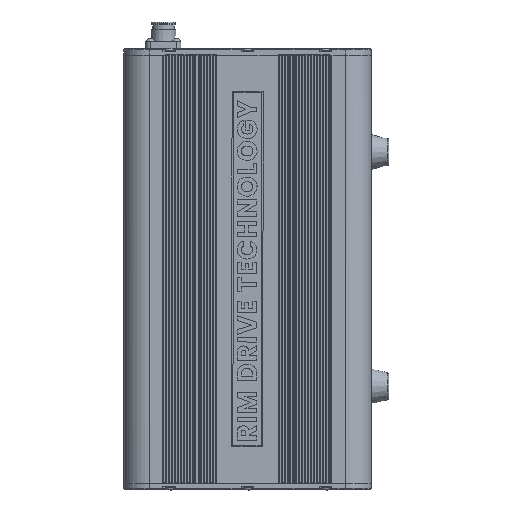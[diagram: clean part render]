
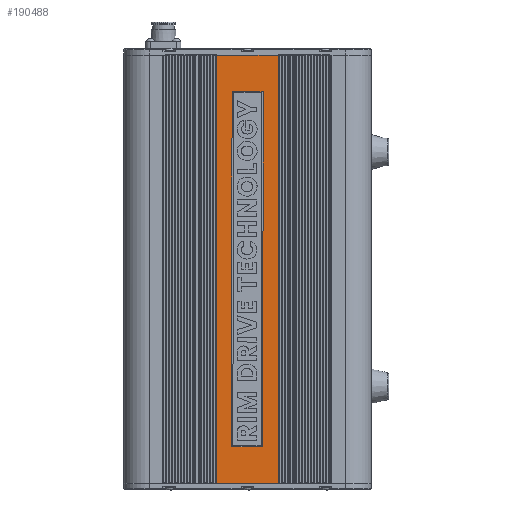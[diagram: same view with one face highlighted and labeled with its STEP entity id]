
A CAD part, left-side view. The second image highlights one B-rep face of the part: STEP entity #190488.
In plain terms, the highlighted planar face has unit normal (-1, 0, 0).
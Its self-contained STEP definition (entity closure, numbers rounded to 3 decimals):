
#685 = AXIS2_PLACEMENT_3D ( 'NONE', #26886, #88221, #7986 ) ;
#836 = LINE ( 'NONE', #159535, #19028 ) ;
#1244 = ORIENTED_EDGE ( 'NONE', *, *, #3034, .F. ) ;
#1793 = AXIS2_PLACEMENT_3D ( 'NONE', #41411, #85773, #86822 ) ;
#3034 = EDGE_CURVE ( 'NONE', #185190, #23736, #132317, .T. ) ;
#4204 = EDGE_CURVE ( 'NONE', #178613, #108570, #69876, .T. ) ;
#6700 = ORIENTED_EDGE ( 'NONE', *, *, #146059, .F. ) ;
#7986 = DIRECTION ( 'NONE',  ( 0., 0., 1. ) ) ;
#11886 = CARTESIAN_POINT ( 'NONE',  ( -125.68, 13.479, -151.669 ) ) ;
#11901 = ORIENTED_EDGE ( 'NONE', *, *, #160645, .F. ) ;
#12538 = AXIS2_PLACEMENT_3D ( 'NONE', #33849, #207488, #128038 ) ;
#13176 = FACE_BOUND ( 'NONE', #92154, .T. ) ;
#18005 = DIRECTION ( 'NONE',  ( 0., 0., -1. ) ) ;
#18195 = CARTESIAN_POINT ( 'NONE',  ( -125.68, -26.3, -183. ) ) ;
#19028 = VECTOR ( 'NONE', #144640, 1000. ) ;
#19487 = VERTEX_POINT ( 'NONE', #81137 ) ;
#19547 = VERTEX_POINT ( 'NONE', #180749 ) ;
#22190 = B_SPLINE_CURVE_WITH_KNOTS ( 'NONE', 3,
 ( #114346, #183961, #145163, #34020 ),
 .UNSPECIFIED., .F., .F.,
 ( 4, 4 ),
 ( 0., 1. ),
 .UNSPECIFIED. ) ;
#23736 = VERTEX_POINT ( 'NONE', #18195 ) ;
#24981 = AXIS2_PLACEMENT_3D ( 'NONE', #170935, #73450, #25888 ) ;
#25888 = DIRECTION ( 'NONE',  ( 0., 0., 1. ) ) ;
#26245 = CARTESIAN_POINT ( 'NONE',  ( -125.68, 13.379, -151.669 ) ) ;
#26886 = CARTESIAN_POINT ( 'NONE',  ( -125.68, -13.379, 151.397 ) ) ;
#33849 = CARTESIAN_POINT ( 'NONE',  ( -125.68, 12.991, 151.431 ) ) ;
#34020 = CARTESIAN_POINT ( 'NONE',  ( -125.68, -26.298, 182.5 ) ) ;
#34653 = EDGE_CURVE ( 'NONE', #89290, #121016, #190963, .T. ) ;
#34851 = VECTOR ( 'NONE', #171686, 1000. ) ;
#37104 = EDGE_CURVE ( 'NONE', #128399, #89290, #154531, .T. ) ;
#40942 = CARTESIAN_POINT ( 'NONE',  ( -125.68, -13.479, 151.397 ) ) ;
#41411 = CARTESIAN_POINT ( 'NONE',  ( -125.68, -12.991, -151.703 ) ) ;
#44243 = CIRCLE ( 'NONE', #84584, 0.1 ) ;
#45384 = EDGE_CURVE ( 'NONE', #178959, #128399, #44243, .T. ) ;
#46664 = EDGE_CURVE ( 'NONE', #123333, #19547, #118764, .T. ) ;
#56243 = ORIENTED_EDGE ( 'NONE', *, *, #46664, .F. ) ;
#57974 = DIRECTION ( 'NONE',  ( -1., 0., 0. ) ) ;
#58802 = ORIENTED_EDGE ( 'NONE', *, *, #104487, .F. ) ;
#58971 = CARTESIAN_POINT ( 'NONE',  ( -125.68, 13.38, -151.769 ) ) ;
#60128 = ORIENTED_EDGE ( 'NONE', *, *, #37104, .F. ) ;
#62118 = LINE ( 'NONE', #99855, #65870 ) ;
#65870 = VECTOR ( 'NONE', #115726, 1000. ) ;
#68283 = CARTESIAN_POINT ( 'NONE',  ( -125.68, 26.3, -183.025 ) ) ;
#69876 = CIRCLE ( 'NONE', #12538, 0.1 ) ;
#70209 = CARTESIAN_POINT ( 'NONE',  ( -125.68, 13.479, -151.669 ) ) ;
#70681 = DIRECTION ( 'NONE',  ( 0., 0., 1. ) ) ;
#72979 = CARTESIAN_POINT ( 'NONE',  ( -125.68, 13.38, -151.769 ) ) ;
#73450 = DIRECTION ( 'NONE',  ( -1., 0., 0. ) ) ;
#79152 = LINE ( 'NONE', #131081, #195503 ) ;
#81137 = CARTESIAN_POINT ( 'NONE',  ( -125.68, 26.298, 182.5 ) ) ;
#84584 = AXIS2_PLACEMENT_3D ( 'NONE', #26245, #57974, #70681 ) ;
#85773 = DIRECTION ( 'NONE',  ( -1., 0., 0. ) ) ;
#86118 = LINE ( 'NONE', #68283, #162333 ) ;
#86822 = DIRECTION ( 'NONE',  ( 0., 0., 1. ) ) ;
#87254 = CARTESIAN_POINT ( 'NONE',  ( -125.68, 26.3, -183. ) ) ;
#88221 = DIRECTION ( 'NONE',  ( -1., 0., 0. ) ) ;
#89290 = VERTEX_POINT ( 'NONE', #130150 ) ;
#89647 = CARTESIAN_POINT ( 'NONE',  ( -125.68, 12.991, 151.531 ) ) ;
#92154 = EDGE_LOOP ( 'NONE', ( #194781, #60128, #147890, #11901, #192338, #58802, #56243, #167484 ) ) ;
#99855 = CARTESIAN_POINT ( 'NONE',  ( -125.68, -28.93, -183. ) ) ;
#104487 = EDGE_CURVE ( 'NONE', #19547, #178613, #836, .T. ) ;
#105219 = FACE_OUTER_BOUND ( 'NONE', #183566, .T. ) ;
#107759 = CARTESIAN_POINT ( 'NONE',  ( -125.68, 13.091, 151.431 ) ) ;
#108570 = VERTEX_POINT ( 'NONE', #107759 ) ;
#114329 = EDGE_CURVE ( 'NONE', #189533, #23736, #62118, .T. ) ;
#114346 = CARTESIAN_POINT ( 'NONE',  ( -125.68, 26.298, 182.5 ) ) ;
#115726 = DIRECTION ( 'NONE',  ( 0., -1., 0. ) ) ;
#118764 = CIRCLE ( 'NONE', #685, 0.1 ) ;
#121016 = VERTEX_POINT ( 'NONE', #160307 ) ;
#123333 = VERTEX_POINT ( 'NONE', #40942 ) ;
#128038 = DIRECTION ( 'NONE',  ( 0., 0., 1. ) ) ;
#128399 = VERTEX_POINT ( 'NONE', #58971 ) ;
#130150 = CARTESIAN_POINT ( 'NONE',  ( -125.68, -12.99, -151.803 ) ) ;
#131081 = CARTESIAN_POINT ( 'NONE',  ( -125.68, -13.091, -151.703 ) ) ;
#132317 = LINE ( 'NONE', #163049, #143993 ) ;
#132887 = DIRECTION ( 'NONE',  ( 0., 0., -1. ) ) ;
#132956 = ORIENTED_EDGE ( 'NONE', *, *, #114329, .T. ) ;
#134258 = EDGE_CURVE ( 'NONE', #19487, #189533, #86118, .T. ) ;
#142271 = PLANE ( 'NONE',  #24981 ) ;
#143993 = VECTOR ( 'NONE', #18005, 1000. ) ;
#144640 = DIRECTION ( 'NONE',  ( 0., 1., 0.001 ) ) ;
#145163 = CARTESIAN_POINT ( 'NONE',  ( -125.68, -8.767, 182.5 ) ) ;
#146059 = EDGE_CURVE ( 'NONE', #19487, #185190, #22190, .T. ) ;
#147890 = ORIENTED_EDGE ( 'NONE', *, *, #45384, .F. ) ;
#152630 = EDGE_CURVE ( 'NONE', #121016, #123333, #79152, .T. ) ;
#154531 = LINE ( 'NONE', #72979, #206110 ) ;
#159535 = CARTESIAN_POINT ( 'NONE',  ( -125.68, 12.991, 151.531 ) ) ;
#159774 = CARTESIAN_POINT ( 'NONE',  ( -125.68, -26.298, 182.5 ) ) ;
#160307 = CARTESIAN_POINT ( 'NONE',  ( -125.68, -13.091, -151.703 ) ) ;
#160645 = EDGE_CURVE ( 'NONE', #108570, #178959, #172730, .T. ) ;
#160789 = DIRECTION ( 'NONE',  ( 0., -0.001, 1. ) ) ;
#162333 = VECTOR ( 'NONE', #132887, 1000. ) ;
#163049 = CARTESIAN_POINT ( 'NONE',  ( -125.68, -26.3, -183.025 ) ) ;
#167484 = ORIENTED_EDGE ( 'NONE', *, *, #152630, .F. ) ;
#170935 = CARTESIAN_POINT ( 'NONE',  ( -125.68, -28.93, -183.025 ) ) ;
#171686 = DIRECTION ( 'NONE',  ( 0., 0.001, -1. ) ) ;
#172730 = LINE ( 'NONE', #11886, #34851 ) ;
#173557 = DIRECTION ( 'NONE',  ( 0., -1., -0.001 ) ) ;
#178613 = VERTEX_POINT ( 'NONE', #89647 ) ;
#178959 = VERTEX_POINT ( 'NONE', #70209 ) ;
#180749 = CARTESIAN_POINT ( 'NONE',  ( -125.68, -13.379, 151.497 ) ) ;
#181260 = ORIENTED_EDGE ( 'NONE', *, *, #134258, .T. ) ;
#183566 = EDGE_LOOP ( 'NONE', ( #132956, #1244, #6700, #181260 ) ) ;
#183961 = CARTESIAN_POINT ( 'NONE',  ( -125.68, 8.767, 182.5 ) ) ;
#185190 = VERTEX_POINT ( 'NONE', #159774 ) ;
#189533 = VERTEX_POINT ( 'NONE', #87254 ) ;
#190488 = ADVANCED_FACE ( 'NONE', ( #13176, #105219 ), #142271, .T. ) ;
#190963 = CIRCLE ( 'NONE', #1793, 0.1 ) ;
#192338 = ORIENTED_EDGE ( 'NONE', *, *, #4204, .F. ) ;
#194781 = ORIENTED_EDGE ( 'NONE', *, *, #34653, .F. ) ;
#195503 = VECTOR ( 'NONE', #160789, 1000. ) ;
#206110 = VECTOR ( 'NONE', #173557, 1000. ) ;
#207488 = DIRECTION ( 'NONE',  ( -1., 0., 0. ) ) ;
